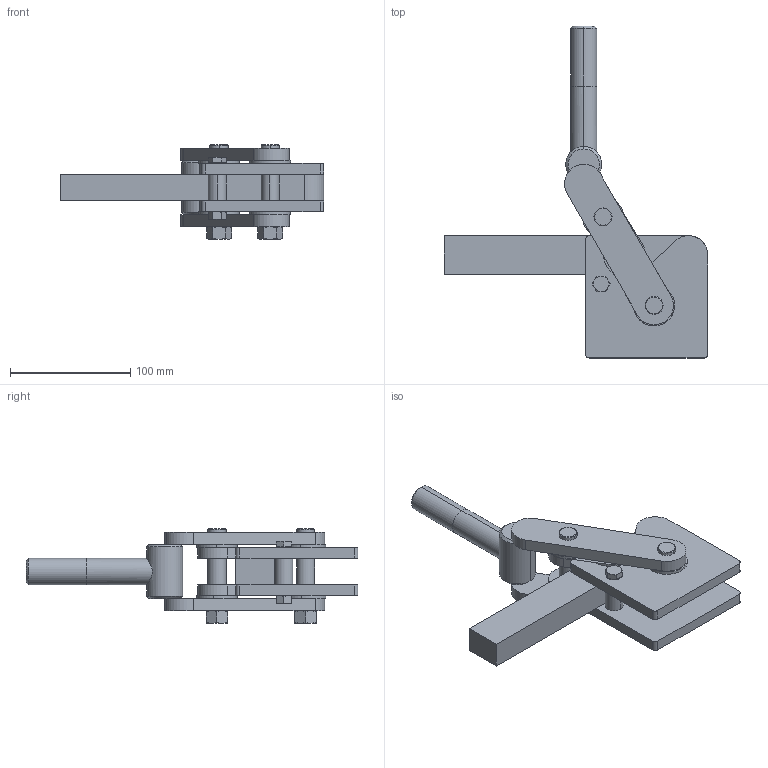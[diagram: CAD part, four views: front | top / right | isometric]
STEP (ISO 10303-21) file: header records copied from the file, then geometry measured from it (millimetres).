
FILE_DESCRIPTION (( 'STEP AP214' ), '1' );
FILE_NAME ('GH-75078(Â²¤Æ).STEP', '2020-03-09T03:03:16', ( 'LinWei' ), ( '' ), 'SwSTEP 2.0', 'SolidWorks 2016', '' );
FILE_SCHEMA (( 'AUTOMOTIVE_DESIGN' ));
Length unit declared in the file: millimetre
Products named in the file (5): 4704808-1^GH-75078(簡化); Group5^GH-75078(簡化); Group4^GH-75078(簡化); Group2^GH-75078(簡化); GH-75078(簡化)
Assembly tree (4 placements, depth 2):
  GH-75078(簡化)
    Group2^GH-75078(簡化)
    Group4^GH-75078(簡化)
    Group5^GH-75078(簡化)
    4704808-1^GH-75078(簡化)
Bounding box: 219.1 x 276 x 78.57 mm (x, y, z)
Volume: 537926.4 mm3; surface area: 126188.7 mm2
Topology: 5 solids, 5 shells, 214 faces, 491 edges, 300 vertices
Faces by surface type: plane 89, cylinder 65, cone 60
Entity records: 7579 total; most frequent: CARTESIAN_POINT 1590, DIRECTION 1051, ORIENTED_EDGE 982, EDGE_CURVE 491, AXIS2_PLACEMENT_3D 425, VERTEX_POINT 300, EDGE_LOOP 241, FACE_OUTER_BOUND 214
